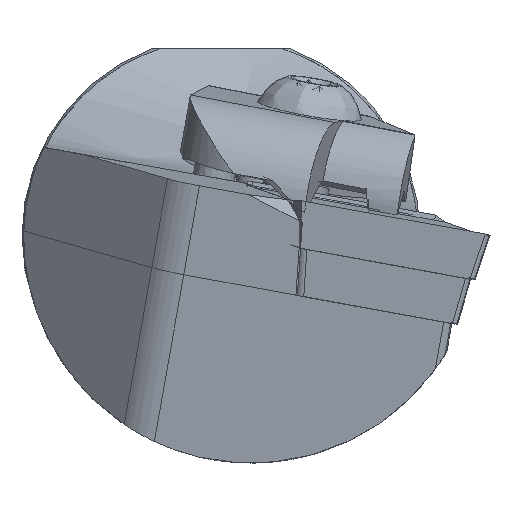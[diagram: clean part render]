
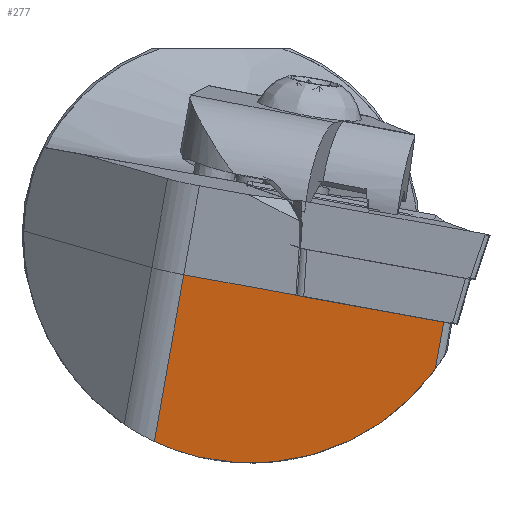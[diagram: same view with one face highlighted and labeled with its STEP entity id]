
A CAD part, left-side view. The second image highlights one B-rep face of the part: STEP entity #277.
In plain terms, the highlighted planar face has unit normal (-0.993, 0.069, -0.094).
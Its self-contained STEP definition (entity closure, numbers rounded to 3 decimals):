
#277=ADVANCED_FACE('',(#431),#370,.T.);
#370=PLANE('',#1852);
#431=FACE_OUTER_BOUND('',#520,.T.);
#520=EDGE_LOOP('',(#948,#949,#950,#951,#952,#953));
#623=LINE('',#2478,#758);
#641=LINE('',#3034,#776);
#642=LINE('',#3036,#777);
#643=LINE('',#3038,#778);
#644=LINE('',#3042,#779);
#758=VECTOR('',#2004,1.);
#776=VECTOR('',#2060,1.);
#777=VECTOR('',#2061,1.);
#778=VECTOR('',#2062,1.);
#779=VECTOR('',#2065,1.);
#948=ORIENTED_EDGE('',*,*,#1596,.T.);
#949=ORIENTED_EDGE('',*,*,#1549,.T.);
#950=ORIENTED_EDGE('',*,*,#1597,.T.);
#951=ORIENTED_EDGE('',*,*,#1598,.T.);
#952=ORIENTED_EDGE('',*,*,#1599,.F.);
#953=ORIENTED_EDGE('',*,*,#1600,.F.);
#1385=VERTEX_POINT('',#2475);
#1386=VERTEX_POINT('',#2477);
#1427=VERTEX_POINT('',#3035);
#1428=VERTEX_POINT('',#3037);
#1429=VERTEX_POINT('',#3039);
#1430=VERTEX_POINT('',#3041);
#1549=EDGE_CURVE('',#1385,#1386,#623,.T.);
#1596=EDGE_CURVE('',#1427,#1385,#641,.T.);
#1597=EDGE_CURVE('',#1386,#1428,#642,.T.);
#1598=EDGE_CURVE('',#1428,#1429,#643,.T.);
#1599=EDGE_CURVE('',#1430,#1429,#1796,.T.);
#1600=EDGE_CURVE('',#1427,#1430,#644,.T.);
#1796=ELLIPSE('',#1851,23.006,22.85);
#1851=AXIS2_PLACEMENT_3D('',#3040,#2063,#2064);
#1852=AXIS2_PLACEMENT_3D('',#3043,#2066,#2067);
#2004=DIRECTION('',(0.051,0.983,0.179));
#2060=DIRECTION('',(0.051,0.983,0.179));
#2061=DIRECTION('',(0.051,0.983,0.179));
#2062=DIRECTION('',(0.105,0.173,-0.979));
#2063=DIRECTION('',(0.993,-0.069,0.094));
#2064=DIRECTION('',(-0.116,-0.587,0.801));
#2065=DIRECTION('',(0.105,0.173,-0.979));
#2066=DIRECTION('',(-0.993,0.069,-0.094));
#2067=DIRECTION('',(-0.094,0.,0.996));
#2475=CARTESIAN_POINT('',(-224.79,22.967,-6.016));
#2477=CARTESIAN_POINT('',(-224.787,23.027,-6.005));
#2478=CARTESIAN_POINT('',(-224.193,34.437,-3.929));
#3034=CARTESIAN_POINT('',(-224.193,34.437,-3.929));
#3035=CARTESIAN_POINT('',(-225.551,8.336,-8.677));
#3036=CARTESIAN_POINT('',(-224.193,34.437,-3.929));
#3037=CARTESIAN_POINT('',(-224.193,34.437,-3.929));
#3038=CARTESIAN_POINT('',(-273.007,-46.212,453.454));
#3039=CARTESIAN_POINT('',(-222.404,37.391,-20.685));
#3040=CARTESIAN_POINT('',(-225.032,27.683,0.));
#3041=CARTESIAN_POINT('',(-225.048,9.166,-13.389));
#3042=CARTESIAN_POINT('',(-274.366,-72.314,448.707));
#3043=CARTESIAN_POINT('',(-273.007,-46.212,453.454));
